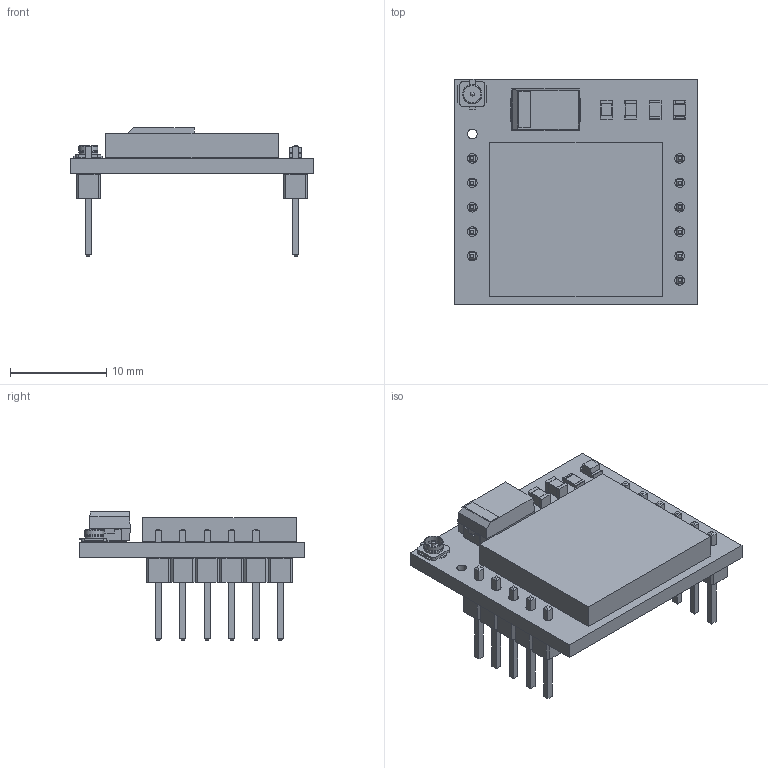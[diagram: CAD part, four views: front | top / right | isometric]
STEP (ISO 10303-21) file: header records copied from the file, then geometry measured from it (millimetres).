
FILE_DESCRIPTION(('KiCad electronic assembly'),'2;1');
FILE_NAME('SIM800L-module.step','2025-03-02T17:25:22',('Pcbnew'),( 'Kicad'),'Open CASCADE STEP processor 7.6','KiCad to STEP converter' ,'Unknown');
FILE_SCHEMA(('AUTOMOTIVE_DESIGN { 1 0 10303 214 1 1 1 1 }'));
Length unit declared in the file: millimetre
Products named in the file (18): SIM800L-module 1; LED_0805_2012Metric; R_0805_2012Metric; C_0805_2012Metric; CP_EIA-7343-31_Kemet-D; CP_EIA_7343_31_Kemet_D; shield; Body; U.FL_Hirose_U.FL-R-SMT-1_Vertical; PinHeader_1x05_P2.54mm_Vertical; PinHeader_1x05_P254mm_Vertical; PinHeader_1x06_P2.54mm_Vertical; PinHeader_1x06_P254mm_Vertical; sim800-model_PCB
Assembly tree (18 placements, depth 3):
  SIM800L-module 1
    LED_0805_2012Metric
      LED_0805_2012Metric
    R_0805_2012Metric
      R_0805_2012Metric
    C_0805_2012Metric  x2
      C_0805_2012Metric
    CP_EIA-7343-31_Kemet-D
      CP_EIA_7343_31_Kemet_D
    shield
      Body
    U.FL_Hirose_U.FL-R-SMT-1_Vertical
      U.FL_Hirose_U.FL-R-SMT-1_Vertical
    PinHeader_1x05_P2.54mm_Vertical
      PinHeader_1x05_P254mm_Vertical
    PinHeader_1x06_P2.54mm_Vertical
      PinHeader_1x06_P254mm_Vertical
    sim800-model_PCB
Bounding box: 25.4 x 23.5 x 13.34 mm (x, y, z)
Volume: 1977.4 mm3; surface area: 2912.1 mm2
Topology: 10 solids, 10 shells, 520 faces, 1294 edges, 824 vertices
Faces by surface type: plane 441, cylinder 66, bspline 9, cone 3, sphere 1
Full cylindrical faces by diameter (mm): 0.4 x1, 1 x12, 1.8 x1, 1.92 x1, 2 x2
Entity records: 19003 total; most frequent: CARTESIAN_POINT 3671, ORIENTED_EDGE 2442, DIRECTION 2317, EDGE_CURVE 1221, LINE 1077, VECTOR 1077, VERTEX_POINT 776, AXIS2_PLACEMENT_3D 620
